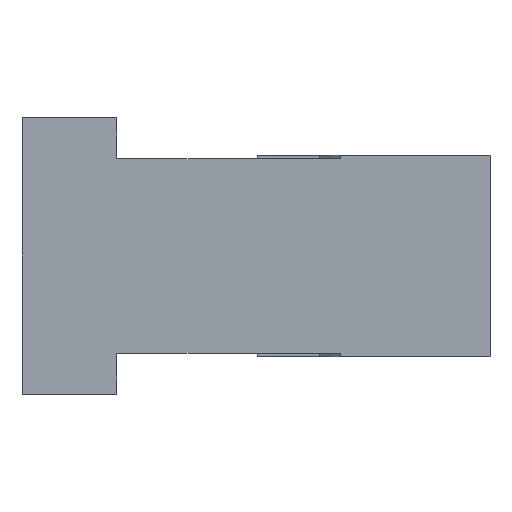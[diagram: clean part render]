
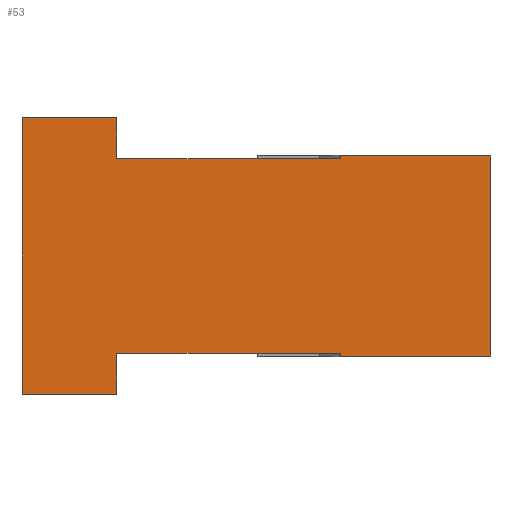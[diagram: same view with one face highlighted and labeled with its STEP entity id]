
A CAD part, front view. The second image highlights one B-rep face of the part: STEP entity #53.
In plain terms, the highlighted planar face has unit normal (0, -1, 0).
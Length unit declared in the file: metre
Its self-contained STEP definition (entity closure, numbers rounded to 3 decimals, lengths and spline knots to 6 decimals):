
#53=ADVANCED_FACE('',(#113),#114,.T.);
#113=FACE_OUTER_BOUND('',#177,.T.);
#114=PLANE('',#178);
#177=EDGE_LOOP('',(#269,#270,#271,#272,#273,#274,#275,#276,#277,#278,#279,#280));
#178=AXIS2_PLACEMENT_3D('',#281,#282,#283);
#269=ORIENTED_EDGE('',*,*,#405,.F.);
#270=ORIENTED_EDGE('',*,*,#416,.T.);
#271=ORIENTED_EDGE('',*,*,#427,.T.);
#272=ORIENTED_EDGE('',*,*,#428,.F.);
#273=ORIENTED_EDGE('',*,*,#408,.F.);
#274=ORIENTED_EDGE('',*,*,#429,.F.);
#275=ORIENTED_EDGE('',*,*,#430,.F.);
#276=ORIENTED_EDGE('',*,*,#431,.F.);
#277=ORIENTED_EDGE('',*,*,#432,.F.);
#278=ORIENTED_EDGE('',*,*,#433,.T.);
#279=ORIENTED_EDGE('',*,*,#434,.F.);
#280=ORIENTED_EDGE('',*,*,#399,.T.);
#281=CARTESIAN_POINT('',(0.239588,0.016434,0.113664));
#282=DIRECTION('',(0.,-1.0,0.));
#283=DIRECTION('',(0.0,0.,-1.0));
#399=EDGE_CURVE('',#471,#469,#472,.T.);
#405=EDGE_CURVE('',#480,#469,#482,.T.);
#408=EDGE_CURVE('',#485,#487,#488,.T.);
#416=EDGE_CURVE('',#480,#500,#502,.T.);
#427=EDGE_CURVE('',#500,#517,#518,.T.);
#428=EDGE_CURVE('',#487,#517,#519,.T.);
#429=EDGE_CURVE('',#520,#485,#521,.T.);
#430=EDGE_CURVE('',#522,#520,#523,.T.);
#431=EDGE_CURVE('',#524,#522,#525,.T.);
#432=EDGE_CURVE('',#526,#524,#527,.T.);
#433=EDGE_CURVE('',#526,#528,#529,.T.);
#434=EDGE_CURVE('',#471,#528,#530,.T.);
#469=VERTEX_POINT('',#573);
#471=VERTEX_POINT('',#576);
#472=LINE('',#577,#578);
#480=VERTEX_POINT('',#589);
#482=LINE('',#592,#593);
#485=VERTEX_POINT('',#597);
#487=VERTEX_POINT('',#600);
#488=LINE('',#601,#602);
#500=VERTEX_POINT('',#617);
#502=LINE('',#620,#621);
#517=VERTEX_POINT('',#642);
#518=LINE('',#643,#644);
#519=LINE('',#645,#646);
#520=VERTEX_POINT('',#647);
#521=LINE('',#648,#649);
#522=VERTEX_POINT('',#650);
#523=LINE('',#651,#652);
#524=VERTEX_POINT('',#653);
#525=LINE('',#654,#655);
#526=VERTEX_POINT('',#656);
#527=LINE('',#657,#658);
#528=VERTEX_POINT('',#659);
#529=LINE('',#660,#661);
#530=LINE('',#662,#663);
#573=CARTESIAN_POINT('',(0.238314,0.016434,0.111787));
#576=CARTESIAN_POINT('',(0.236536,0.016434,0.111787));
#577=CARTESIAN_POINT('',(0.239588,0.016434,0.111787));
#578=VECTOR('',#723,1.0);
#589=CARTESIAN_POINT('',(0.238314,0.016434,0.111762));
#592=CARTESIAN_POINT('',(0.238314,0.016434,0.113664));
#593=VECTOR('',#728,1.0);
#597=CARTESIAN_POINT('',(0.238314,0.016434,0.113339));
#600=CARTESIAN_POINT('',(0.238314,0.016434,0.113364));
#601=CARTESIAN_POINT('',(0.238314,0.016434,0.113664));
#602=VECTOR('',#731,1.0);
#617=CARTESIAN_POINT('',(0.239505,0.016434,0.111762));
#620=CARTESIAN_POINT('',(0.239505,0.016434,0.111762));
#621=VECTOR('',#742,1.0);
#642=CARTESIAN_POINT('',(0.239505,0.016434,0.113364));
#643=CARTESIAN_POINT('',(0.239505,0.016434,0.113664));
#644=VECTOR('',#752,1.0);
#645=CARTESIAN_POINT('',(0.239505,0.016434,0.113364));
#646=VECTOR('',#753,1.0);
#647=CARTESIAN_POINT('',(0.236536,0.016434,0.113339));
#648=CARTESIAN_POINT('',(0.239588,0.016434,0.113339));
#649=VECTOR('',#754,1.0);
#650=CARTESIAN_POINT('',(0.236536,0.016434,0.113664));
#651=CARTESIAN_POINT('',(0.236536,0.016434,0.113664));
#652=VECTOR('',#755,1.0);
#653=CARTESIAN_POINT('',(0.235781,0.016434,0.113664));
#654=CARTESIAN_POINT('',(0.239588,0.016434,0.113664));
#655=VECTOR('',#756,1.0);
#656=CARTESIAN_POINT('',(0.235781,0.016434,0.111462));
#657=CARTESIAN_POINT('',(0.235781,0.016434,0.113664));
#658=VECTOR('',#757,1.0);
#659=CARTESIAN_POINT('',(0.236536,0.016434,0.111462));
#660=CARTESIAN_POINT('',(0.239588,0.016434,0.111462));
#661=VECTOR('',#758,1.0);
#662=CARTESIAN_POINT('',(0.236536,0.016434,0.113664));
#663=VECTOR('',#759,1.0);
#723=DIRECTION('',(1.0,0.,0.));
#728=DIRECTION('',(0.,0.,1.0));
#731=DIRECTION('',(0.,0.,1.0));
#742=DIRECTION('',(1.0,0.,0.));
#752=DIRECTION('',(0.,0.,1.0));
#753=DIRECTION('',(1.0,0.,0.));
#754=DIRECTION('',(1.0,0.,0.));
#755=DIRECTION('',(0.,0.,-1.0));
#756=DIRECTION('',(1.0,0.,0.));
#757=DIRECTION('',(0.,0.,1.0));
#758=DIRECTION('',(1.0,0.,0.));
#759=DIRECTION('',(0.,0.,-1.0));
